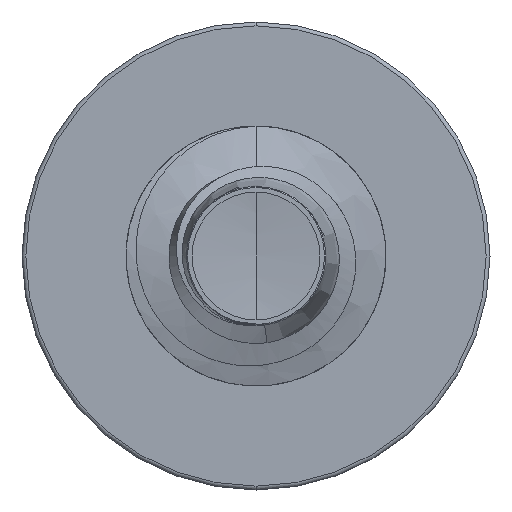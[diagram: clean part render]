
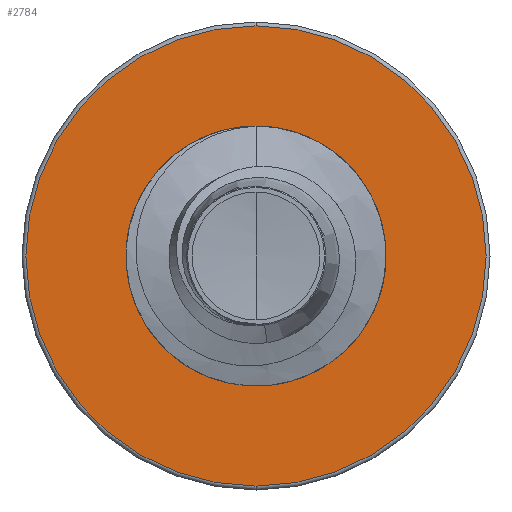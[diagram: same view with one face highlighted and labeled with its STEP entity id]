
A CAD part, front view. The second image highlights one B-rep face of the part: STEP entity #2784.
In plain terms, the highlighted planar face has unit normal (0, -1, 0).
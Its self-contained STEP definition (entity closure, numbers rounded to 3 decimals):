
#365 = AXIS2_PLACEMENT_3D ( 'NONE', #8912, #16887, #10297 ) ;
#435 = EDGE_LOOP ( 'NONE', ( #14472, #11835 ) ) ;
#1167 = FACE_BOUND ( 'NONE', #435, .T. ) ;
#1197 = DIRECTION ( 'NONE',  ( 0., 1., 0. ) ) ;
#1410 = AXIS2_PLACEMENT_3D ( 'NONE', #10315, #1197, #11580 ) ;
#1806 = CARTESIAN_POINT ( 'NONE',  ( 0., 17.5, 0. ) ) ;
#2529 = VERTEX_POINT ( 'NONE', #10210 ) ;
#2784 = ADVANCED_FACE ( 'NONE', ( #12357, #1167 ), #8473, .F. ) ;
#3112 = VERTEX_POINT ( 'NONE', #8033 ) ;
#3478 = DIRECTION ( 'NONE',  ( 0., 0., 1. ) ) ;
#4020 = AXIS2_PLACEMENT_3D ( 'NONE', #6008, #14917, #7508 ) ;
#5978 = VERTEX_POINT ( 'NONE', #10507 ) ;
#6008 = CARTESIAN_POINT ( 'NONE',  ( 0., 17.5, 0. ) ) ;
#6546 = CIRCLE ( 'NONE', #365, 2.842 ) ;
#6899 = AXIS2_PLACEMENT_3D ( 'NONE', #8512, #9269, #8358 ) ;
#6945 = ORIENTED_EDGE ( 'NONE', *, *, #14125, .F. ) ;
#7385 = AXIS2_PLACEMENT_3D ( 'NONE', #1806, #12011, #3478 ) ;
#7508 = DIRECTION ( 'NONE',  ( 0., 0., 1. ) ) ;
#8033 = CARTESIAN_POINT ( 'NONE',  ( 0., 17.5, -2.842 ) ) ;
#8358 = DIRECTION ( 'NONE',  ( 0., 0., 1. ) ) ;
#8468 = CIRCLE ( 'NONE', #7385, 2.842 ) ;
#8473 = PLANE ( 'NONE',  #6899 ) ;
#8512 = CARTESIAN_POINT ( 'NONE',  ( 0., 17.5, -2.842 ) ) ;
#8912 = CARTESIAN_POINT ( 'NONE',  ( 0., 17.5, 0. ) ) ;
#9269 = DIRECTION ( 'NONE',  ( 0., 1., 0. ) ) ;
#10210 = CARTESIAN_POINT ( 'NONE',  ( 0., 17.5, 2.842 ) ) ;
#10297 = DIRECTION ( 'NONE',  ( 0., 0., 1. ) ) ;
#10315 = CARTESIAN_POINT ( 'NONE',  ( 0., 17.5, 0. ) ) ;
#10507 = CARTESIAN_POINT ( 'NONE',  ( 0., 17.5, 5.31 ) ) ;
#11507 = EDGE_LOOP ( 'NONE', ( #6945, #16843 ) ) ;
#11580 = DIRECTION ( 'NONE',  ( 0., 0., 1. ) ) ;
#11835 = ORIENTED_EDGE ( 'NONE', *, *, #15360, .T. ) ;
#11916 = EDGE_CURVE ( 'NONE', #15568, #5978, #13050, .T. ) ;
#12011 = DIRECTION ( 'NONE',  ( 0., 1., 0. ) ) ;
#12122 = CIRCLE ( 'NONE', #1410, 5.31 ) ;
#12357 = FACE_OUTER_BOUND ( 'NONE', #11507, .T. ) ;
#12542 = EDGE_CURVE ( 'NONE', #2529, #3112, #8468, .T. ) ;
#13050 = CIRCLE ( 'NONE', #4020, 5.31 ) ;
#14125 = EDGE_CURVE ( 'NONE', #5978, #15568, #12122, .T. ) ;
#14472 = ORIENTED_EDGE ( 'NONE', *, *, #12542, .T. ) ;
#14917 = DIRECTION ( 'NONE',  ( 0., 1., 0. ) ) ;
#15360 = EDGE_CURVE ( 'NONE', #3112, #2529, #6546, .T. ) ;
#15568 = VERTEX_POINT ( 'NONE', #17043 ) ;
#16843 = ORIENTED_EDGE ( 'NONE', *, *, #11916, .F. ) ;
#16887 = DIRECTION ( 'NONE',  ( 0., 1., 0. ) ) ;
#17043 = CARTESIAN_POINT ( 'NONE',  ( 0., 17.5, -5.31 ) ) ;
